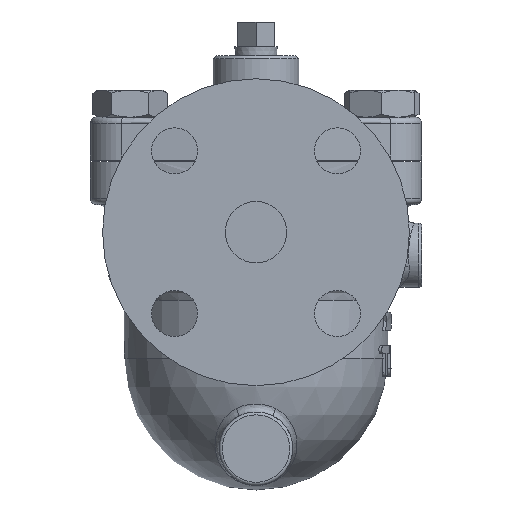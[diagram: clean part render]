
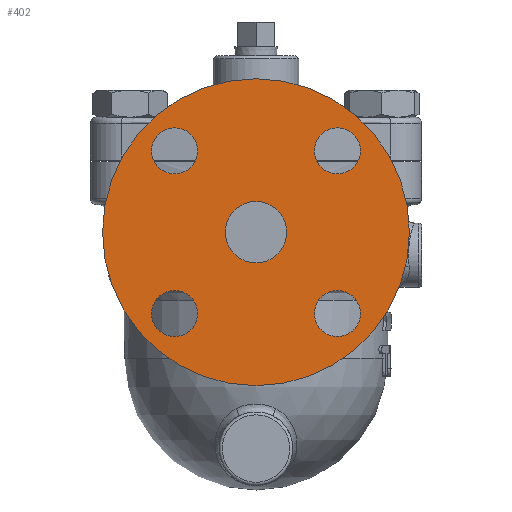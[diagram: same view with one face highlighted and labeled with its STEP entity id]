
A CAD part, left-side view. The second image highlights one B-rep face of the part: STEP entity #402.
In plain terms, the highlighted free-form (B-spline) face has degree [1, 1] with [2, 2] control points.
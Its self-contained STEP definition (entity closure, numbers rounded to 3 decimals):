
#186=CARTESIAN_POINT('',(-117.5,0.0,41.));
#187=VERTEX_POINT('',#186);
#188=CARTESIAN_POINT('',(-117.5,0.0,-9.));
#189=DIRECTION('',(-1.0,0.0,0.0));
#190=DIRECTION('',(0.0,0.0,1.0));
#191=AXIS2_PLACEMENT_3D('',#188,#189,#190);
#192=CIRCLE('',#191,50.);
#193=EDGE_CURVE('',#187,#187,#192,.T.);
#209=CARTESIAN_POINT('',(-117.5,-19.017,17.517));
#210=VERTEX_POINT('',#209);
#211=CARTESIAN_POINT('',(-117.5,-26.517,17.517));
#212=DIRECTION('',(1.0,0.0,0.0));
#213=DIRECTION('',(0.0,1.0,0.0));
#214=AXIS2_PLACEMENT_3D('',#211,#212,#213);
#215=CIRCLE('',#214,7.5);
#216=EDGE_CURVE('',#210,#210,#215,.T.);
#229=CARTESIAN_POINT('',(-117.5,-26.517,-28.017));
#230=VERTEX_POINT('',#229);
#231=CARTESIAN_POINT('',(-117.5,-26.517,-35.517));
#232=DIRECTION('',(1.0,0.0,0.0));
#233=DIRECTION('',(0.0,0.0,1.0));
#234=AXIS2_PLACEMENT_3D('',#231,#232,#233);
#235=CIRCLE('',#234,7.5);
#236=EDGE_CURVE('',#230,#230,#235,.T.);
#249=CARTESIAN_POINT('',(-117.5,19.017,-35.517));
#250=VERTEX_POINT('',#249);
#251=CARTESIAN_POINT('',(-117.5,26.517,-35.517));
#252=DIRECTION('',(1.0,0.0,0.0));
#253=DIRECTION('',(0.0,-1.0,0.0));
#254=AXIS2_PLACEMENT_3D('',#251,#252,#253);
#255=CIRCLE('',#254,7.5);
#256=EDGE_CURVE('',#250,#250,#255,.T.);
#269=CARTESIAN_POINT('',(-117.5,26.517,10.017));
#270=VERTEX_POINT('',#269);
#271=CARTESIAN_POINT('',(-117.5,26.517,17.517));
#272=DIRECTION('',(1.0,0.0,0.0));
#273=DIRECTION('',(0.0,0.0,-1.0));
#274=AXIS2_PLACEMENT_3D('',#271,#272,#273);
#275=CIRCLE('',#274,7.5);
#276=EDGE_CURVE('',#270,#270,#275,.T.);
#356=CARTESIAN_POINT('',(-117.5,0.0,1.));
#357=VERTEX_POINT('',#356);
#358=CARTESIAN_POINT('',(-117.5,0.0,-9.));
#359=DIRECTION('',(-1.0,0.0,0.0));
#360=DIRECTION('',(0.0,0.0,1.0));
#361=AXIS2_PLACEMENT_3D('',#358,#359,#360);
#362=CIRCLE('',#361,10.);
#363=EDGE_CURVE('',#357,#357,#362,.T.);
#379=CARTESIAN_POINT('',(-117.5,50.,41.));
#380=CARTESIAN_POINT('',(-117.5,50.,-59.0));
#381=CARTESIAN_POINT('',(-117.5,-50.,41.));
#382=CARTESIAN_POINT('',(-117.5,-50.,-59.0));
#383=B_SPLINE_SURFACE_WITH_KNOTS('',1,1,((#379,#381),(#380,#382)),.UNSPECIFIED.,.F.,.F.,.U.,(2,2),(2,2),(0.0,100.),(0.0,100.),.UNSPECIFIED.);
#384=ORIENTED_EDGE('',*,*,#193,.T.);
#385=EDGE_LOOP('',(#384));
#386=FACE_OUTER_BOUND('',#385,.T.);
#387=ORIENTED_EDGE('',*,*,#216,.T.);
#388=EDGE_LOOP('',(#387));
#389=FACE_BOUND('',#388,.T.);
#390=ORIENTED_EDGE('',*,*,#236,.T.);
#391=EDGE_LOOP('',(#390));
#392=FACE_BOUND('',#391,.T.);
#393=ORIENTED_EDGE('',*,*,#256,.T.);
#394=EDGE_LOOP('',(#393));
#395=FACE_BOUND('',#394,.T.);
#396=ORIENTED_EDGE('',*,*,#276,.T.);
#397=EDGE_LOOP('',(#396));
#398=FACE_BOUND('',#397,.T.);
#399=ORIENTED_EDGE('',*,*,#363,.F.);
#400=EDGE_LOOP('',(#399));
#401=FACE_BOUND('',#400,.T.);
#402=ADVANCED_FACE('',(#386,#389,#392,#395,#398,#401),#383,.T.);
